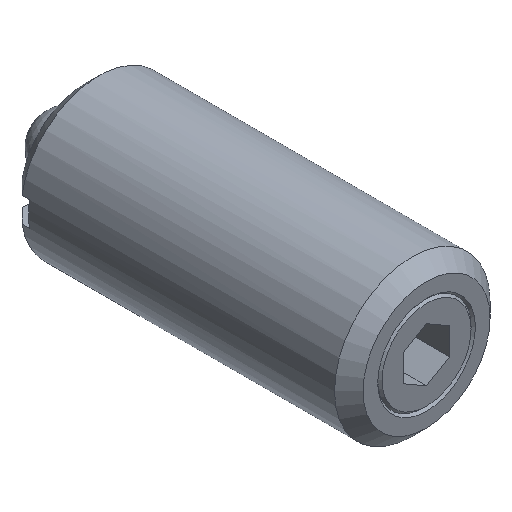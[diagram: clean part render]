
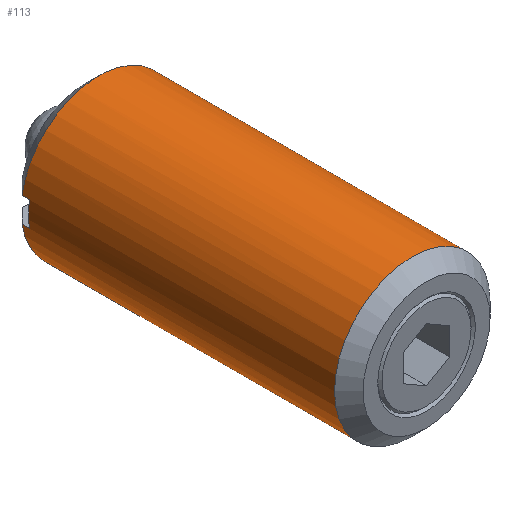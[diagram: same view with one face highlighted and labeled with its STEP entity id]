
A CAD part, isometric view. The second image highlights one B-rep face of the part: STEP entity #113.
In plain terms, the highlighted cylindrical face has radius 5 mm (diameter 10 mm), a full revolution.
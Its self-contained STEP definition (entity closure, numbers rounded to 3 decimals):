
#113 = ADVANCED_FACE( '', ( #246, #247 ), #248, .T. );
#246 = FACE_OUTER_BOUND( '', #396, .T. );
#247 = FACE_OUTER_BOUND( '', #397, .T. );
#248 = CYLINDRICAL_SURFACE( '', #398, 5. );
#396 = EDGE_LOOP( '', ( #647 ) );
#397 = EDGE_LOOP( '', ( #648, #649, #650, #651, #652, #653, #654, #655 ) );
#398 = AXIS2_PLACEMENT_3D( '', #656, #657, #658 );
#647 = ORIENTED_EDGE( '', *, *, #866, .F. );
#648 = ORIENTED_EDGE( '', *, *, #816, .F. );
#649 = ORIENTED_EDGE( '', *, *, #795, .F. );
#650 = ORIENTED_EDGE( '', *, *, #791, .F. );
#651 = ORIENTED_EDGE( '', *, *, #867, .T. );
#652 = ORIENTED_EDGE( '', *, *, #809, .F. );
#653 = ORIENTED_EDGE( '', *, *, #784, .F. );
#654 = ORIENTED_EDGE( '', *, *, #836, .F. );
#655 = ORIENTED_EDGE( '', *, *, #868, .T. );
#656 = CARTESIAN_POINT( '', ( 0., 0., 0. ) );
#657 = DIRECTION( '', ( 0., 1., 0. ) );
#658 = DIRECTION( '', ( 0., 0., -1. ) );
#784 = EDGE_CURVE( '', #908, #910, #911, .T. );
#791 = EDGE_CURVE( '', #921, #915, #923, .T. );
#795 = EDGE_CURVE( '', #915, #926, #929, .T. );
#809 = EDGE_CURVE( '', #910, #953, #954, .F. );
#816 = EDGE_CURVE( '', #926, #963, #964, .F. );
#836 = EDGE_CURVE( '', #993, #908, #995, .T. );
#866 = EDGE_CURVE( '', #1036, #1036, #1037, .T. );
#867 = EDGE_CURVE( '', #921, #953, #1038, .T. );
#868 = EDGE_CURVE( '', #993, #963, #1039, .T. );
#908 = VERTEX_POINT( '', #1083 );
#910 = VERTEX_POINT( '', #1086 );
#911 = CIRCLE( '', #1087, 5. );
#915 = VERTEX_POINT( '', #1092 );
#921 = VERTEX_POINT( '', #1101 );
#923 = LINE( '', #1106, #1107 );
#926 = VERTEX_POINT( '', #1110 );
#929 = CIRCLE( '', #1114, 5. );
#953 = VERTEX_POINT( '', #1148 );
#954 = LINE( '', #1149, #1150 );
#963 = VERTEX_POINT( '', #1167 );
#964 = LINE( '', #1168, #1169 );
#993 = VERTEX_POINT( '', #1212 );
#995 = LINE( '', #1217, #1218 );
#1036 = VERTEX_POINT( '', #1275 );
#1037 = CIRCLE( '', #1276, 5. );
#1038 = CIRCLE( '', #1277, 5. );
#1039 = CIRCLE( '', #1278, 5. );
#1083 = CARTESIAN_POINT( '', ( 4.936, 20.6, 0.8 ) );
#1086 = CARTESIAN_POINT( '', ( 4.936, 20.6, -0.8 ) );
#1087 = AXIS2_PLACEMENT_3D( '', #1317, #1318, #1319 );
#1092 = CARTESIAN_POINT( '', ( -4.936, 20.6, -0.8 ) );
#1101 = CARTESIAN_POINT( '', ( -4.936, 21.08, -0.8 ) );
#1106 = CARTESIAN_POINT( '', ( -4.936, 0., -0.8 ) );
#1107 = VECTOR( '', #1324, 1000. );
#1110 = CARTESIAN_POINT( '', ( -4.936, 20.6, 0.8 ) );
#1114 = AXIS2_PLACEMENT_3D( '', #1329, #1330, #1331 );
#1148 = CARTESIAN_POINT( '', ( 4.936, 21.08, -0.8 ) );
#1149 = CARTESIAN_POINT( '', ( 4.936, 0., -0.8 ) );
#1150 = VECTOR( '', #1345, 1000. );
#1167 = CARTESIAN_POINT( '', ( -4.936, 21.08, 0.8 ) );
#1168 = CARTESIAN_POINT( '', ( -4.936, 0., 0.8 ) );
#1169 = VECTOR( '', #1348, 1000. );
#1212 = CARTESIAN_POINT( '', ( 4.936, 21.08, 0.8 ) );
#1217 = CARTESIAN_POINT( '', ( 4.936, 0., 0.8 ) );
#1218 = VECTOR( '', #1366, 1000. );
#1275 = CARTESIAN_POINT( '', ( 0., 0.92, -5. ) );
#1276 = AXIS2_PLACEMENT_3D( '', #1398, #1399, #1400 );
#1277 = AXIS2_PLACEMENT_3D( '', #1401, #1402, #1403 );
#1278 = AXIS2_PLACEMENT_3D( '', #1404, #1405, #1406 );
#1317 = CARTESIAN_POINT( '', ( 0., 20.6, 0. ) );
#1318 = DIRECTION( '', ( 0., 1., 0. ) );
#1319 = DIRECTION( '', ( 0., 0., 1. ) );
#1324 = DIRECTION( '', ( 0., -1., 0. ) );
#1329 = CARTESIAN_POINT( '', ( 0., 20.6, 0. ) );
#1330 = DIRECTION( '', ( 0., 1., 0. ) );
#1331 = DIRECTION( '', ( 0., 0., 1. ) );
#1345 = DIRECTION( '', ( 0., -1., 0. ) );
#1348 = DIRECTION( '', ( 0., -1., 0. ) );
#1366 = DIRECTION( '', ( 0., -1., 0. ) );
#1398 = CARTESIAN_POINT( '', ( 0., 0.92, 0. ) );
#1399 = DIRECTION( '', ( 0., -1., 0. ) );
#1400 = DIRECTION( '', ( 0., 0., -1. ) );
#1401 = CARTESIAN_POINT( '', ( 0., 21.08, 0. ) );
#1402 = DIRECTION( '', ( 0., -1., 0. ) );
#1403 = DIRECTION( '', ( 0., 0., -1. ) );
#1404 = CARTESIAN_POINT( '', ( 0., 21.08, 0. ) );
#1405 = DIRECTION( '', ( 0., -1., 0. ) );
#1406 = DIRECTION( '', ( 0., 0., -1. ) );
